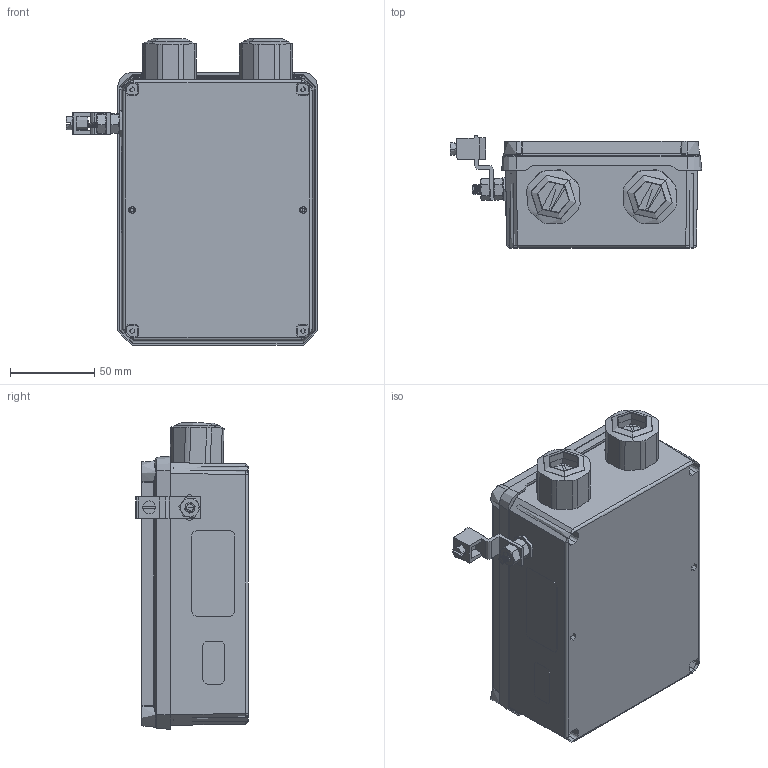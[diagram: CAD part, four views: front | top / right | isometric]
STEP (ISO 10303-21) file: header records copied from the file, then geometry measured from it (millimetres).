
FILE_DESCRIPTION (( 'STEP AP214' ), '1' );
FILE_NAME ('1101-580-E.STEP', '2019-01-24T19:13:58', ( '' ), ( '' ), 'SwSTEP 2.0', 'SolidWorks 2018', '' );
FILE_SCHEMA (( 'AUTOMOTIVE_DESIGN' ));
Length unit declared in the file: inch
Products named in the file (44): 2102-240; binding head screw_ai_CR-BHMS 0.112-40x0.188x0.188-N; 2109-064_body; 2003-1052; 2003-1541; binding head screw_ai; 2103-028; 2109-064_lock nut; 2100-012; 2109-064_compression nut; 2109-064; 2002-163_2002-163; 2109-064_seal ring; 2021-223; 2101-021; 2105-128; 2002-163; 1101-580-E
Assembly tree (36 placements, depth 3):
  2003-1052
  2003-1541
  binding head screw_ai
  2103-028
  2109-064_compression nut
Bounding box: 149.52 x 66.65 x 182.49 mm (x, y, z)
Volume: 235221.2 mm3; surface area: 203299.5 mm2
Topology: 27 solids, 27 shells, 1968 faces, 5221 edges, 3387 vertices
Faces by surface type: plane 833, cylinder 520, bspline 315, cone 246, torus 44, sphere 10
Entity records: 75939 total; most frequent: CARTESIAN_POINT 39538, ORIENTED_EDGE 8178, DIRECTION 6259, EDGE_CURVE 4089, VERTEX_POINT 2640, VECTOR 2089, LINE 2089, AXIS2_PLACEMENT_3D 2085
